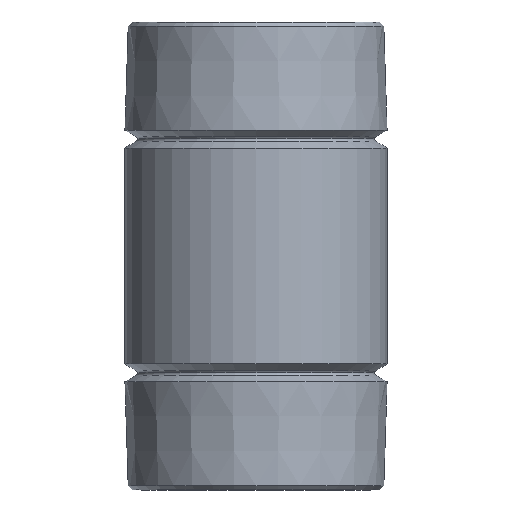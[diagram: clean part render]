
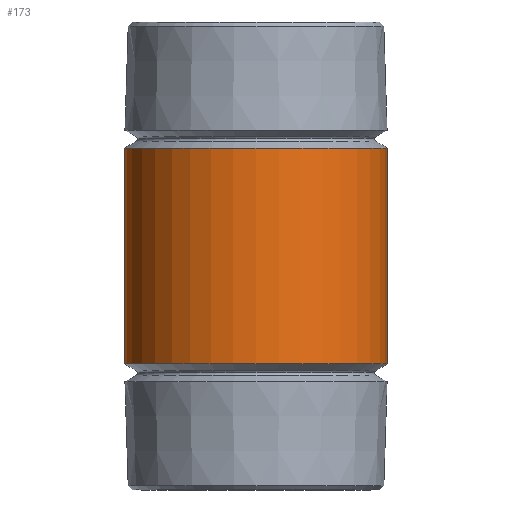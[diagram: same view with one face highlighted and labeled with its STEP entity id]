
A CAD part, front view. The second image highlights one B-rep face of the part: STEP entity #173.
In plain terms, the highlighted cylindrical face has radius 16.85 mm (diameter 33.7 mm), a partial arc.
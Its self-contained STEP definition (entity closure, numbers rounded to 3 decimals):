
#5 = VERTEX_POINT ( 'NONE', #233 ) ;
#9 = VERTEX_POINT ( 'NONE', #222 ) ;
#68 = EDGE_CURVE ( 'NONE', #9, #115, #353, .T. ) ;
#71 = EDGE_CURVE ( 'NONE', #5, #151, #349, .T. ) ;
#115 = VERTEX_POINT ( 'NONE', #447 ) ;
#138 = ORIENTED_EDGE ( 'NONE', *, *, #141, .F. ) ;
#141 = EDGE_CURVE ( 'NONE', #5, #9, #469, .T. ) ;
#142 = ORIENTED_EDGE ( 'NONE', *, *, #71, .T. ) ;
#143 = ORIENTED_EDGE ( 'NONE', *, *, #68, .F. ) ;
#144 = EDGE_CURVE ( 'NONE', #115, #151, #464, .T. ) ;
#146 = ORIENTED_EDGE ( 'NONE', *, *, #144, .F. ) ;
#151 = VERTEX_POINT ( 'NONE', #505 ) ;
#172 = EDGE_LOOP ( 'NONE', ( #143, #138, #142, #146 ) ) ;
#173 = ADVANCED_FACE ( 'NONE', ( #533 ), #528, .T. ) ;
#222 = CARTESIAN_POINT ( 'NONE',  ( -16.85, 0., -43.841 ) ) ;
#233 = CARTESIAN_POINT ( 'NONE',  ( 16.85, 0., -43.841 ) ) ;
#346 = DIRECTION ( 'NONE',  ( 0., 0., 1. ) ) ;
#347 = VECTOR ( 'NONE', #346, 1000. ) ;
#348 = CARTESIAN_POINT ( 'NONE',  ( 16.85, 0., 0. ) ) ;
#349 = LINE ( 'NONE', #348, #347 ) ;
#350 = DIRECTION ( 'NONE',  ( 0., 0., 1. ) ) ;
#351 = VECTOR ( 'NONE', #350, 1000. ) ;
#352 = CARTESIAN_POINT ( 'NONE',  ( -16.85, 0., 0. ) ) ;
#353 = LINE ( 'NONE', #352, #351 ) ;
#447 = CARTESIAN_POINT ( 'NONE',  ( -16.85, 0., -16.159 ) ) ;
#460 = DIRECTION ( 'NONE',  ( -1., 0., 0. ) ) ;
#461 = DIRECTION ( 'NONE',  ( 0., 0., 1. ) ) ;
#462 = CARTESIAN_POINT ( 'NONE',  ( 0., 0., -16.159 ) ) ;
#463 = AXIS2_PLACEMENT_3D ( 'NONE', #462, #461, #460 ) ;
#464 = CIRCLE ( 'NONE', #463, 16.85 ) ;
#465 = DIRECTION ( 'NONE',  ( 1., 0., 0. ) ) ;
#466 = DIRECTION ( 'NONE',  ( 0., 0., -1. ) ) ;
#467 = CARTESIAN_POINT ( 'NONE',  ( 0., 0., -43.841 ) ) ;
#468 = AXIS2_PLACEMENT_3D ( 'NONE', #467, #466, #465 ) ;
#469 = CIRCLE ( 'NONE', #468, 16.85 ) ;
#505 = CARTESIAN_POINT ( 'NONE',  ( 16.85, 0., -16.159 ) ) ;
#523 = DIRECTION ( 'NONE',  ( 1., 0., 0. ) ) ;
#524 = DIRECTION ( 'NONE',  ( 0., 0., 1. ) ) ;
#525 = CARTESIAN_POINT ( 'NONE',  ( 0., 0., 0. ) ) ;
#526 = AXIS2_PLACEMENT_3D ( 'NONE', #525, #524, #523 ) ;
#528 = CYLINDRICAL_SURFACE ( 'NONE', #526, 16.85 ) ;
#533 = FACE_OUTER_BOUND ( 'NONE', #172, .T. ) ;
